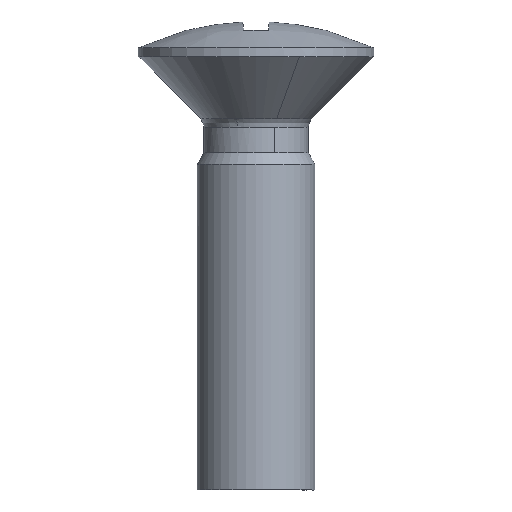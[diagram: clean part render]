
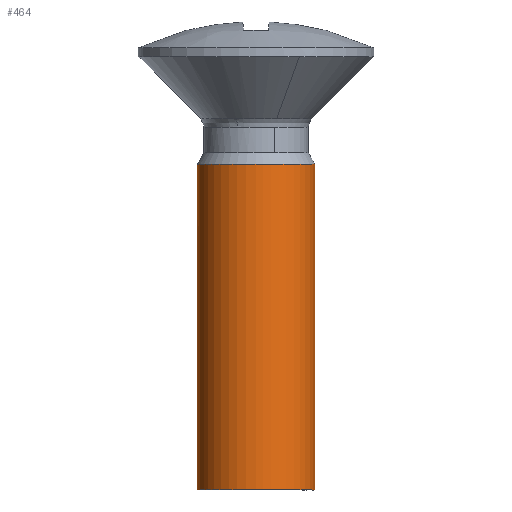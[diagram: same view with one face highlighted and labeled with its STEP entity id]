
A CAD part, left-side view. The second image highlights one B-rep face of the part: STEP entity #464.
In plain terms, the highlighted free-form (B-spline) face has degree [2, 1] with [7, 2] control points.
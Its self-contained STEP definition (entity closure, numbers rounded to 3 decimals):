
#282=CARTESIAN_POINT('',(1.872,0.703,-3.952));
#283=VERTEX_POINT('',#282);
#299=CARTESIAN_POINT('',(0.122,-1.996,-3.952));
#300=VERTEX_POINT('',#299);
#314=CARTESIAN_POINT('',(0.122,-1.996,-15.0));
#315=VERTEX_POINT('',#314);
#316=CARTESIAN_POINT('',(0.122,-1.996,-3.952));
#317=CARTESIAN_POINT('',(0.122,-1.996,-15.0));
#318=QUASI_UNIFORM_CURVE('',1,(#316,#317),.UNSPECIFIED.,.F.,.U.);
#319=EDGE_CURVE('',#300,#315,#318,.T.);
#336=CARTESIAN_POINT('',(1.872,0.703,-15.0));
#337=VERTEX_POINT('',#336);
#351=CARTESIAN_POINT('',(1.872,0.703,-3.952));
#352=CARTESIAN_POINT('',(1.872,0.703,-15.0));
#353=QUASI_UNIFORM_CURVE('',1,(#351,#352),.UNSPECIFIED.,.F.,.U.);
#354=EDGE_CURVE('',#283,#337,#353,.T.);
#359=CARTESIAN_POINT('',(0.122,-1.996,-3.676));
#360=CARTESIAN_POINT('',(-1.874,-2.118,-3.676));
#361=CARTESIAN_POINT('',(-1.996,-0.122,-3.676));
#362=CARTESIAN_POINT('',(-2.118,1.874,-3.676));
#363=CARTESIAN_POINT('',(-0.122,1.996,-3.676));
#364=CARTESIAN_POINT('',(1.353,2.086,-3.676));
#365=CARTESIAN_POINT('',(1.872,0.703,-3.676));
#366=CARTESIAN_POINT('',(0.122,-1.996,-15.283));
#367=CARTESIAN_POINT('',(-1.874,-2.118,-15.283));
#368=CARTESIAN_POINT('',(-1.996,-0.122,-15.283));
#369=CARTESIAN_POINT('',(-2.118,1.874,-15.283));
#370=CARTESIAN_POINT('',(-0.122,1.996,-15.283));
#371=CARTESIAN_POINT('',(1.353,2.086,-15.283));
#372=CARTESIAN_POINT('',(1.872,0.703,-15.283));
#380=(BOUNDED_SURFACE()B_SPLINE_SURFACE(2,1,((#359,#366),(#360,#367),(#361,#368),(#362,#369),(#363,#370),(#364,#371),(#365,#372)),.UNSPECIFIED.,.F.,.F.,.U.)B_SPLINE_SURFACE_WITH_KNOTS((3,2,2,3),(2,2),(0.0,3.314,6.627,9.278),(0.0,11.608),.UNSPECIFIED.)GEOMETRIC_REPRESENTATION_ITEM()RATIONAL_B_SPLINE_SURFACE(((1.0,1.0),(0.707,0.707),(1.0,1.0),(0.707,0.707),(1.0,1.0),(0.766,0.766),(0.906,0.906)))REPRESENTATION_ITEM('')SURFACE());
#381=CARTESIAN_POINT('',(-0.236,1.986,-3.952));
#382=VERTEX_POINT('',#381);
#383=CARTESIAN_POINT('',(-0.236,1.986,-3.952));
#384=CARTESIAN_POINT('',(-0.118,2.,-3.952));
#385=CARTESIAN_POINT('',(0.0,2.0,-3.952));
#386=CARTESIAN_POINT('',(1.385,2.,-3.952));
#387=CARTESIAN_POINT('',(1.872,0.703,-3.952));
#395=(BOUNDED_CURVE()B_SPLINE_CURVE(2,(#383,#384,#385,#386,#387),.UNSPECIFIED.,.F.,.U.)B_SPLINE_CURVE_WITH_KNOTS((3,2,3),(0.23,0.25,0.44),.UNSPECIFIED.)CURVE()GEOMETRIC_REPRESENTATION_ITEM()RATIONAL_B_SPLINE_CURVE((0.956,0.976,1.0,0.777,0.893))REPRESENTATION_ITEM(''));
#396=EDGE_CURVE('',#382,#283,#395,.T.);
#397=ORIENTED_EDGE('',*,*,#396,.T.);
#398=ORIENTED_EDGE('',*,*,#354,.T.);
#399=CARTESIAN_POINT('',(-2.0,0.0,-15.0));
#400=VERTEX_POINT('',#399);
#401=CARTESIAN_POINT('',(-2.0,0.0,-15.0));
#402=CARTESIAN_POINT('',(-2.,2.,-15.));
#403=CARTESIAN_POINT('',(0.0,2.0,-15.0));
#404=CARTESIAN_POINT('',(1.385,2.,-15.));
#405=CARTESIAN_POINT('',(1.872,0.703,-15.0));
#413=(BOUNDED_CURVE()B_SPLINE_CURVE(2,(#401,#402,#403,#404,#405),.UNSPECIFIED.,.F.,.U.)B_SPLINE_CURVE_WITH_KNOTS((3,2,3),(0.0,0.25,0.44),.UNSPECIFIED.)CURVE()GEOMETRIC_REPRESENTATION_ITEM()RATIONAL_B_SPLINE_CURVE((1.0,0.707,1.0,0.777,0.893))REPRESENTATION_ITEM(''));
#414=EDGE_CURVE('',#400,#337,#413,.T.);
#415=ORIENTED_EDGE('',*,*,#414,.F.);
#416=CARTESIAN_POINT('',(0.122,-1.996,-15.));
#417=CARTESIAN_POINT('',(0.061,-2.,-15.));
#418=CARTESIAN_POINT('',(0.0,-2.0,-15.0));
#419=CARTESIAN_POINT('',(-2.,-2.,-15.));
#420=CARTESIAN_POINT('',(-2.0,0.0,-15.0));
#428=(BOUNDED_CURVE()B_SPLINE_CURVE(2,(#416,#417,#418,#419,#420),.UNSPECIFIED.,.F.,.U.)B_SPLINE_CURVE_WITH_KNOTS((3,2,3),(0.739,0.75,1.0),.UNSPECIFIED.)CURVE()GEOMETRIC_REPRESENTATION_ITEM()RATIONAL_B_SPLINE_CURVE((0.976,0.988,1.0,0.707,1.0))REPRESENTATION_ITEM(''));
#429=EDGE_CURVE('',#315,#400,#428,.T.);
#430=ORIENTED_EDGE('',*,*,#429,.F.);
#431=ORIENTED_EDGE('',*,*,#319,.F.);
#432=CARTESIAN_POINT('',(-2.0,0.0,-3.952));
#433=VERTEX_POINT('',#432);
#434=CARTESIAN_POINT('',(0.122,-1.996,-3.952));
#435=CARTESIAN_POINT('',(0.061,-2.,-3.952));
#436=CARTESIAN_POINT('',(0.0,-2.0,-3.952));
#437=CARTESIAN_POINT('',(-2.,-2.,-3.952));
#438=CARTESIAN_POINT('',(-2.0,0.0,-3.952));
#446=(BOUNDED_CURVE()B_SPLINE_CURVE(2,(#434,#435,#436,#437,#438),.UNSPECIFIED.,.F.,.U.)B_SPLINE_CURVE_WITH_KNOTS((3,2,3),(0.739,0.75,1.0),.UNSPECIFIED.)CURVE()GEOMETRIC_REPRESENTATION_ITEM()RATIONAL_B_SPLINE_CURVE((0.976,0.988,1.0,0.707,1.0))REPRESENTATION_ITEM(''));
#447=EDGE_CURVE('',#300,#433,#446,.T.);
#448=ORIENTED_EDGE('',*,*,#447,.T.);
#449=CARTESIAN_POINT('',(-2.0,0.0,-3.952));
#450=CARTESIAN_POINT('',(-2.,1.776,-3.952));
#451=CARTESIAN_POINT('',(-0.236,1.986,-3.952));
#459=(BOUNDED_CURVE()B_SPLINE_CURVE(2,(#449,#450,#451),.UNSPECIFIED.,.F.,.U.)B_SPLINE_CURVE_WITH_KNOTS((3,3),(0.0,0.23),.UNSPECIFIED.)CURVE()GEOMETRIC_REPRESENTATION_ITEM()RATIONAL_B_SPLINE_CURVE((1.0,0.731,0.956))REPRESENTATION_ITEM(''));
#460=EDGE_CURVE('',#433,#382,#459,.T.);
#461=ORIENTED_EDGE('',*,*,#460,.T.);
#462=EDGE_LOOP('',(#397,#398,#415,#430,#431,#448,#461));
#463=FACE_OUTER_BOUND('',#462,.T.);
#464=ADVANCED_FACE('',(#463),#380,.T.);
